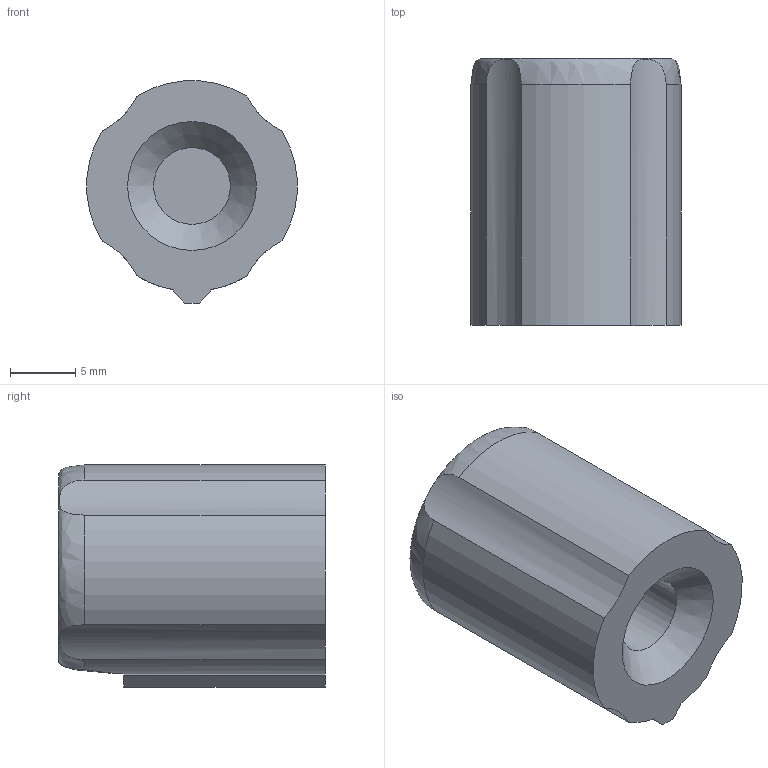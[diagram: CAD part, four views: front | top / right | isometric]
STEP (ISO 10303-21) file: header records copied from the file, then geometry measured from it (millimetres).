
FILE_DESCRIPTION(/* description */ (''),/* implementation_level */ '2;1');
FILE_NAME(/* name */ 'Knob_MK3 v4.step',/* time_stamp */ '2022-10-06T09:26:45+02:00',/* author */ (''),/* organization */ (''),/* preprocessor_version */ 'ST-DEVELOPER v19',/* originating_system */ 'Autodesk Translation Framework v11.7.0.108',/* authorisation */ '');
FILE_SCHEMA (('AUTOMOTIVE_DESIGN { 1 0 10303 214 3 1 1 }'));
Length unit declared in the file: millimetre
Products named in the file (1): Knob_MK3
Bounding box: 16.15 x 20.5 x 17.08 mm (x, y, z)
Volume: 3694.8 mm3; surface area: 1681.9 mm2
Topology: 1 solids, 1 shells, 32 faces, 80 edges, 51 vertices
Faces by surface type: plane 14, cylinder 10, bspline 7, cone 1
Full cylindrical faces by diameter (mm): 5.9 x1
Entity records: 1289 total; most frequent: CARTESIAN_POINT 501, ORIENTED_EDGE 160, DIRECTION 150, EDGE_CURVE 80, AXIS2_PLACEMENT_3D 54, VERTEX_POINT 51, LINE 42, VECTOR 42
